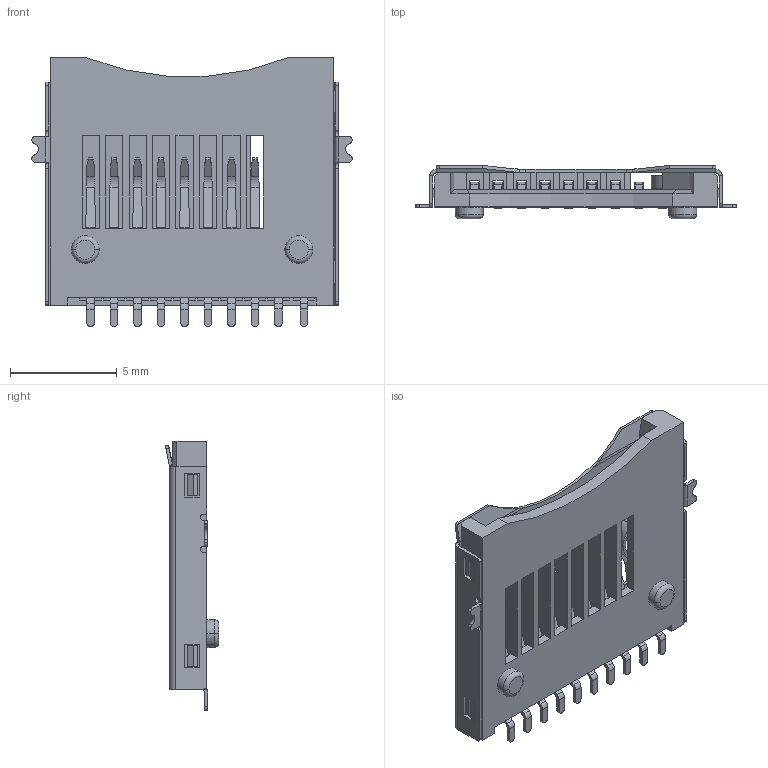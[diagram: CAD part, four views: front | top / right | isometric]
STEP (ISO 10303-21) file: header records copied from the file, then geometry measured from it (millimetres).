
FILE_DESCRIPTION((''),'2;1');
FILE_NAME('112I-TA01_C_3','2022-10-31T',('fros.liao'),(''),'CREO PARAMETRIC BY PTC INC, 2015080','CREO PARAMETRIC BY PTC INC, 2015080','');
FILE_SCHEMA(('CONFIG_CONTROL_DESIGN'));
Length unit declared in the file: millimetre
Products named in the file (1): 112I-TA01_C_3
Bounding box: 15 x 2.49 x 12.6 mm (x, y, z)
Volume: 135.8 mm3; surface area: 811.8 mm2
Topology: 1 solids, 1 shells, 785 faces, 2252 edges, 1450 vertices
Faces by surface type: plane 617, cylinder 129, bspline 34, torus 4, cone 1
Entity records: 26548 total; most frequent: CARTESIAN_POINT 6163, ORIENTED_EDGE 4504, DIRECTION 3840, EDGE_CURVE 2252, VECTOR 1870, LINE 1870, VERTEX_POINT 1450, AXIS2_PLACEMENT_3D 985
